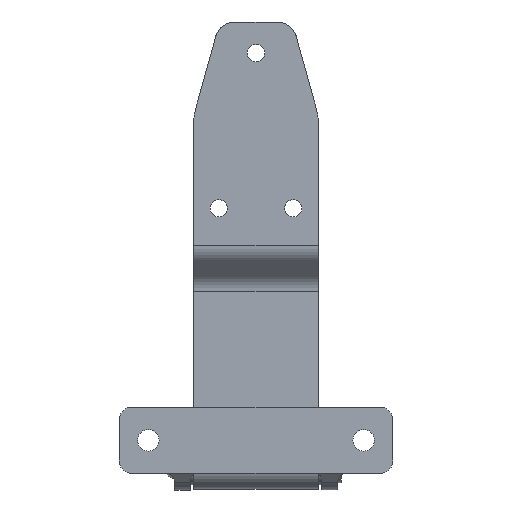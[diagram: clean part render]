
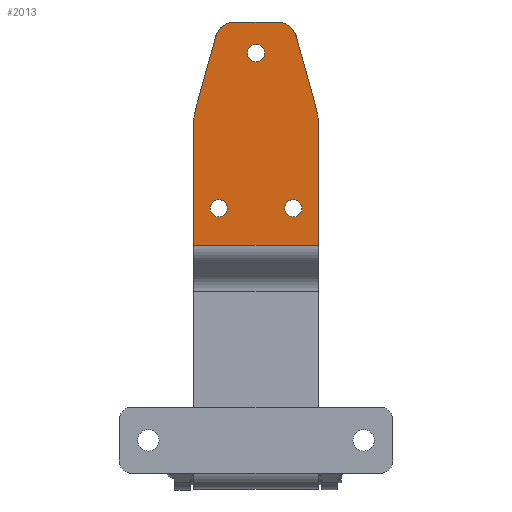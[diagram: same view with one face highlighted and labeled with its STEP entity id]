
A CAD part, front view. The second image highlights one B-rep face of the part: STEP entity #2013.
In plain terms, the highlighted planar face has unit normal (0, -1, 0).
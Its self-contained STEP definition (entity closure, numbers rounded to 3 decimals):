
#79 = CIRCLE ( 'NONE', #1247, 4.15 ) ;
#87 = CIRCLE ( 'NONE', #1019, 4.15 ) ;
#212 = VERTEX_POINT ( 'NONE', #2903 ) ;
#226 = EDGE_LOOP ( 'NONE', ( #3145, #3149 ) ) ;
#230 = EDGE_LOOP ( 'NONE', ( #3144, #3146 ) ) ;
#250 = VERTEX_POINT ( 'NONE', #2910 ) ;
#287 = VERTEX_POINT ( 'NONE', #2917 ) ;
#294 = VERTEX_POINT ( 'NONE', #2921 ) ;
#310 = VERTEX_POINT ( 'NONE', #2925 ) ;
#344 = VERTEX_POINT ( 'NONE', #2933 ) ;
#352 = VERTEX_POINT ( 'NONE', #2935 ) ;
#371 = VERTEX_POINT ( 'NONE', #2939 ) ;
#388 = EDGE_LOOP ( 'NONE', ( #3147, #3151, #3150, #3152, #3153, #3155, #3154, #3156, #3157, #3159 ) ) ;
#396 = VERTEX_POINT ( 'NONE', #2947 ) ;
#412 = VERTEX_POINT ( 'NONE', #2951 ) ;
#433 = EDGE_LOOP ( 'NONE', ( #3143, #3148 ) ) ;
#468 = VERTEX_POINT ( 'NONE', #2962 ) ;
#496 = VERTEX_POINT ( 'NONE', #2988 ) ;
#503 = VERTEX_POINT ( 'NONE', #2995 ) ;
#509 = VERTEX_POINT ( 'NONE', #3001 ) ;
#518 = VERTEX_POINT ( 'NONE', #3010 ) ;
#522 = VERTEX_POINT ( 'NONE', #3014 ) ;
#545 = AXIS2_PLACEMENT_3D ( 'NONE', #1819, #1820, #1821 ) ;
#619 = PLANE ( 'NONE',  #1926 ) ;
#620 = CARTESIAN_POINT ( 'NONE',  ( -106.142, -20., 30. ) ) ;
#621 = DIRECTION ( 'NONE',  ( 0., 1., 0. ) ) ;
#622 = DIRECTION ( 'NONE',  ( -1., 0., 0. ) ) ;
#910 = VECTOR ( 'NONE', #1365, 1000. ) ;
#916 = VECTOR ( 'NONE', #1540, 1000. ) ;
#928 = AXIS2_PLACEMENT_3D ( 'NONE', #1685, #1686, #1687 ) ;
#938 = AXIS2_PLACEMENT_3D ( 'NONE', #1537, #1541, #1542 ) ;
#958 = VECTOR ( 'NONE', #1606, 1000. ) ;
#987 = AXIS2_PLACEMENT_3D ( 'NONE', #1780, #1781, #1782 ) ;
#996 = AXIS2_PLACEMENT_3D ( 'NONE', #1682, #1683, #1684 ) ;
#1001 = AXIS2_PLACEMENT_3D ( 'NONE', #1679, #1680, #1681 ) ;
#1016 = AXIS2_PLACEMENT_3D ( 'NONE', #1767, #1768, #1769 ) ;
#1019 = AXIS2_PLACEMENT_3D ( 'NONE', #1437, #1438, #1439 ) ;
#1028 = AXIS2_PLACEMENT_3D ( 'NONE', #1496, #1500, #1501 ) ;
#1045 = VECTOR ( 'NONE', #1458, 1000. ) ;
#1070 = VECTOR ( 'NONE', #1588, 1000. ) ;
#1078 = VECTOR ( 'NONE', #1570, 1000. ) ;
#1096 = CIRCLE ( 'NONE', #928, 10. ) ;
#1104 = CIRCLE ( 'NONE', #996, 4.15 ) ;
#1105 = CIRCLE ( 'NONE', #1016, 4.15 ) ;
#1108 = CIRCLE ( 'NONE', #987, 10. ) ;
#1121 = CIRCLE ( 'NONE', #545, 4.15 ) ;
#1123 = CIRCLE ( 'NONE', #1028, 4.15 ) ;
#1125 = CIRCLE ( 'NONE', #938, 15. ) ;
#1129 = CIRCLE ( 'NONE', #1001, 15. ) ;
#1247 = AXIS2_PLACEMENT_3D ( 'NONE', #2116, #2117, #2118 ) ;
#1363 = LINE ( 'NONE', #1364, #910 ) ;
#1364 = CARTESIAN_POINT ( 'NONE',  ( -106.142, -20., 30. ) ) ;
#1365 = DIRECTION ( 'NONE',  ( 1., 0., 0. ) ) ;
#1437 = CARTESIAN_POINT ( 'NONE',  ( -199., -20., 0. ) ) ;
#1438 = DIRECTION ( 'NONE',  ( 0., 1., 0. ) ) ;
#1439 = DIRECTION ( 'NONE',  ( -1., 0., 0. ) ) ;
#1456 = LINE ( 'NONE', #1457, #1045 ) ;
#1457 = CARTESIAN_POINT ( 'NONE',  ( -106.142, -20., -30. ) ) ;
#1458 = DIRECTION ( 'NONE',  ( 1., 0., 0. ) ) ;
#1496 = CARTESIAN_POINT ( 'NONE',  ( -124., -20., 18. ) ) ;
#1500 = DIRECTION ( 'NONE',  ( 0., 1., 0. ) ) ;
#1501 = DIRECTION ( 'NONE',  ( -1., 0., 0. ) ) ;
#1537 = CARTESIAN_POINT ( 'NONE',  ( -166.955, -20., 15. ) ) ;
#1538 = LINE ( 'NONE', #1539, #916 ) ;
#1539 = CARTESIAN_POINT ( 'NONE',  ( -106.142, -20., 30. ) ) ;
#1540 = DIRECTION ( 'NONE',  ( 0., 0., -1. ) ) ;
#1541 = DIRECTION ( 'NONE',  ( 0., 1., 0. ) ) ;
#1542 = DIRECTION ( 'NONE',  ( 1., 0., 0. ) ) ;
#1568 = LINE ( 'NONE', #1569, #1078 ) ;
#1569 = CARTESIAN_POINT ( 'NONE',  ( -206.676, -20., -19.534 ) ) ;
#1570 = DIRECTION ( 'NONE',  ( -0.964, 0., 0.268 ) ) ;
#1586 = LINE ( 'NONE', #1587, #1070 ) ;
#1587 = CARTESIAN_POINT ( 'NONE',  ( -214., -20., 30. ) ) ;
#1588 = DIRECTION ( 'NONE',  ( 0., 0., -1. ) ) ;
#1604 = LINE ( 'NONE', #1605, #958 ) ;
#1605 = CARTESIAN_POINT ( 'NONE',  ( -170.97, -20., 29.453 ) ) ;
#1606 = DIRECTION ( 'NONE',  ( 0.964, 0., 0.268 ) ) ;
#1679 = CARTESIAN_POINT ( 'NONE',  ( -166.955, -20., -15. ) ) ;
#1680 = DIRECTION ( 'NONE',  ( 0., 1., 0. ) ) ;
#1681 = DIRECTION ( 'NONE',  ( 1., 0., 0. ) ) ;
#1682 = CARTESIAN_POINT ( 'NONE',  ( -124., -20., -18. ) ) ;
#1683 = DIRECTION ( 'NONE',  ( 0., 1., 0. ) ) ;
#1684 = DIRECTION ( 'NONE',  ( -1., 0., 0. ) ) ;
#1685 = CARTESIAN_POINT ( 'NONE',  ( -204., -20., 9.899 ) ) ;
#1686 = DIRECTION ( 'NONE',  ( 0., 1., 0. ) ) ;
#1687 = DIRECTION ( 'NONE',  ( 1., 0., 0. ) ) ;
#1767 = CARTESIAN_POINT ( 'NONE',  ( -124., -20., -18. ) ) ;
#1768 = DIRECTION ( 'NONE',  ( 0., 1., 0. ) ) ;
#1769 = DIRECTION ( 'NONE',  ( -1., 0., 0. ) ) ;
#1780 = CARTESIAN_POINT ( 'NONE',  ( -204., -20., -9.899 ) ) ;
#1781 = DIRECTION ( 'NONE',  ( 0., 1., 0. ) ) ;
#1782 = DIRECTION ( 'NONE',  ( -1., 0., 0. ) ) ;
#1819 = CARTESIAN_POINT ( 'NONE',  ( -199., -20., 0. ) ) ;
#1820 = DIRECTION ( 'NONE',  ( 0., 1., 0. ) ) ;
#1821 = DIRECTION ( 'NONE',  ( -1., 0., 0. ) ) ;
#1926 = AXIS2_PLACEMENT_3D ( 'NONE', #620, #621, #622 ) ;
#1930 = FACE_BOUND ( 'NONE', #226, .T. ) ;
#1942 = FACE_OUTER_BOUND ( 'NONE', #388, .T. ) ;
#1950 = FACE_BOUND ( 'NONE', #433, .T. ) ;
#1969 = FACE_BOUND ( 'NONE', #230, .T. ) ;
#2013 = ADVANCED_FACE ( 'NONE', ( #1969, #1950, #1930, #1942 ), #619, .F. ) ;
#2116 = CARTESIAN_POINT ( 'NONE',  ( -124., -20., 18. ) ) ;
#2117 = DIRECTION ( 'NONE',  ( 0., 1., 0. ) ) ;
#2118 = DIRECTION ( 'NONE',  ( -1., 0., 0. ) ) ;
#2749 = EDGE_CURVE ( 'NONE', #468, #503, #79, .T. ) ;
#2903 = CARTESIAN_POINT ( 'NONE',  ( -106.142, -20., -30. ) ) ;
#2910 = CARTESIAN_POINT ( 'NONE',  ( -214., -20., 9.899 ) ) ;
#2917 = CARTESIAN_POINT ( 'NONE',  ( -170.97, -20., 29.453 ) ) ;
#2921 = CARTESIAN_POINT ( 'NONE',  ( -206.676, -20., -19.534 ) ) ;
#2925 = CARTESIAN_POINT ( 'NONE',  ( -166.955, -20., 30. ) ) ;
#2933 = CARTESIAN_POINT ( 'NONE',  ( -203.15, -20., 0. ) ) ;
#2935 = CARTESIAN_POINT ( 'NONE',  ( -106.142, -20., 30. ) ) ;
#2939 = CARTESIAN_POINT ( 'NONE',  ( -119.85, -20., -18. ) ) ;
#2947 = CARTESIAN_POINT ( 'NONE',  ( -128.15, -20., -18. ) ) ;
#2951 = CARTESIAN_POINT ( 'NONE',  ( -194.85, -20., 0. ) ) ;
#2962 = CARTESIAN_POINT ( 'NONE',  ( -119.85, -20., 18. ) ) ;
#2988 = CARTESIAN_POINT ( 'NONE',  ( -214., -20., -9.899 ) ) ;
#2995 = CARTESIAN_POINT ( 'NONE',  ( -128.15, -20., 18. ) ) ;
#3001 = CARTESIAN_POINT ( 'NONE',  ( -166.955, -20., -30. ) ) ;
#3010 = CARTESIAN_POINT ( 'NONE',  ( -206.676, -20., 19.534 ) ) ;
#3014 = CARTESIAN_POINT ( 'NONE',  ( -170.97, -20., -29.453 ) ) ;
#3143 = ORIENTED_EDGE ( 'NONE', *, *, #3592, .T. ) ;
#3144 = ORIENTED_EDGE ( 'NONE', *, *, #3524, .T. ) ;
#3145 = ORIENTED_EDGE ( 'NONE', *, *, #3608, .T. ) ;
#3146 = ORIENTED_EDGE ( 'NONE', *, *, #2749, .T. ) ;
#3147 = ORIENTED_EDGE ( 'NONE', *, *, #3532, .F. ) ;
#3148 = ORIENTED_EDGE ( 'NONE', *, *, #3570, .T. ) ;
#3149 = ORIENTED_EDGE ( 'NONE', *, *, #3504, .T. ) ;
#3150 = ORIENTED_EDGE ( 'NONE', *, *, #3571, .F. ) ;
#3151 = ORIENTED_EDGE ( 'NONE', *, *, #3549, .F. ) ;
#3152 = ORIENTED_EDGE ( 'NONE', *, *, #3547, .T. ) ;
#3153 = ORIENTED_EDGE ( 'NONE', *, *, #3596, .F. ) ;
#3154 = ORIENTED_EDGE ( 'NONE', *, *, #3569, .F. ) ;
#3155 = ORIENTED_EDGE ( 'NONE', *, *, #3541, .F. ) ;
#3156 = ORIENTED_EDGE ( 'NONE', *, *, #3510, .T. ) ;
#3157 = ORIENTED_EDGE ( 'NONE', *, *, #3531, .F. ) ;
#3159 = ORIENTED_EDGE ( 'NONE', *, *, #3480, .F. ) ;
#3480 = EDGE_CURVE ( 'NONE', #310, #352, #1363, .T. ) ;
#3504 = EDGE_CURVE ( 'NONE', #412, #344, #87, .T. ) ;
#3510 = EDGE_CURVE ( 'NONE', #509, #212, #1456, .T. ) ;
#3524 = EDGE_CURVE ( 'NONE', #503, #468, #1123, .T. ) ;
#3531 = EDGE_CURVE ( 'NONE', #352, #212, #1538, .T. ) ;
#3532 = EDGE_CURVE ( 'NONE', #287, #310, #1125, .T. ) ;
#3541 = EDGE_CURVE ( 'NONE', #522, #294, #1568, .T. ) ;
#3547 = EDGE_CURVE ( 'NONE', #250, #496, #1586, .T. ) ;
#3549 = EDGE_CURVE ( 'NONE', #518, #287, #1604, .T. ) ;
#3569 = EDGE_CURVE ( 'NONE', #509, #522, #1129, .T. ) ;
#3570 = EDGE_CURVE ( 'NONE', #371, #396, #1104, .T. ) ;
#3571 = EDGE_CURVE ( 'NONE', #250, #518, #1096, .T. ) ;
#3592 = EDGE_CURVE ( 'NONE', #396, #371, #1105, .T. ) ;
#3596 = EDGE_CURVE ( 'NONE', #294, #496, #1108, .T. ) ;
#3608 = EDGE_CURVE ( 'NONE', #344, #412, #1121, .T. ) ;
